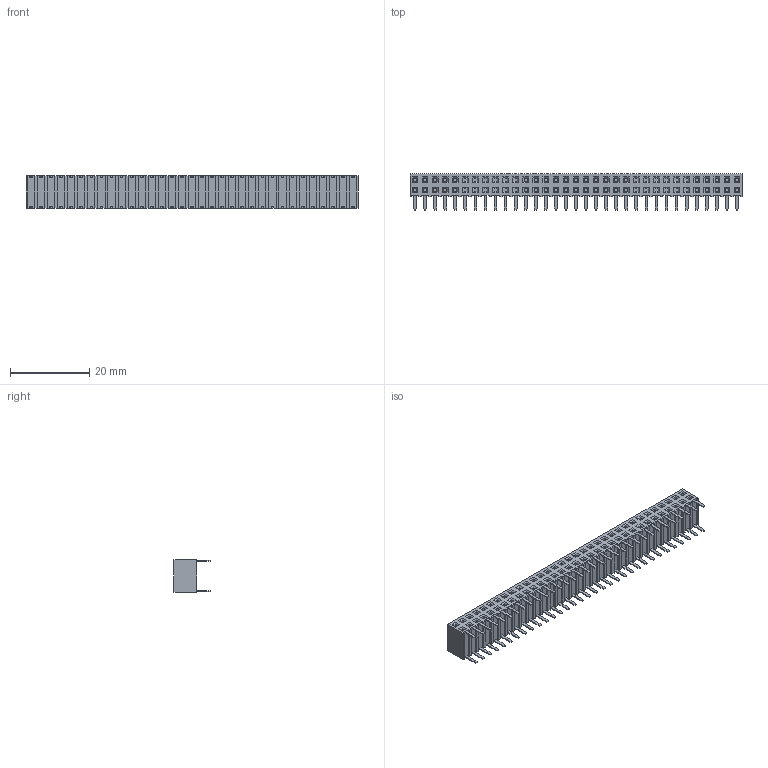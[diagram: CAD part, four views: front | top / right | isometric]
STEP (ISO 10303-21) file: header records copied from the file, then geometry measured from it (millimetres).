
FILE_DESCRIPTION(/* description */ (''),/* implementation_level */ '2;1');
FILE_NAME(/* name */ '960266-7102-XX',/* time_stamp */ '2007-06-18T08:13:29+02:00',/* author */ (''),/* organization */ (''),/* preprocessor_version */ 'ST-DEVELOPER v9',/* originating_system */ 'UGS - NX 4.0',/* authorisation */ '');
FILE_SCHEMA (('AUTOMOTIVE_DESIGN { 1 0 10303 214 1 1 1 1 }'));
Length unit declared in the file: millimetre
Products named in the file (1): 960266-7102-XX
Bounding box: 83.82 x 9.1 x 8.1 mm (x, y, z)
Volume: 3583.8 mm3; surface area: 3909.8 mm2
Topology: 1 solids, 1 shells, 1194 faces, 2916 edges, 1856 vertices
Faces by surface type: plane 1194
Entity records: 33972 total; most frequent: CARTESIAN_POINT 5967, ORIENTED_EDGE 5832, DIRECTION 5306, EDGE_CURVE 2916, LINE 2916, VECTOR 2916, VERTEX_POINT 1856, EDGE_LOOP 1326
